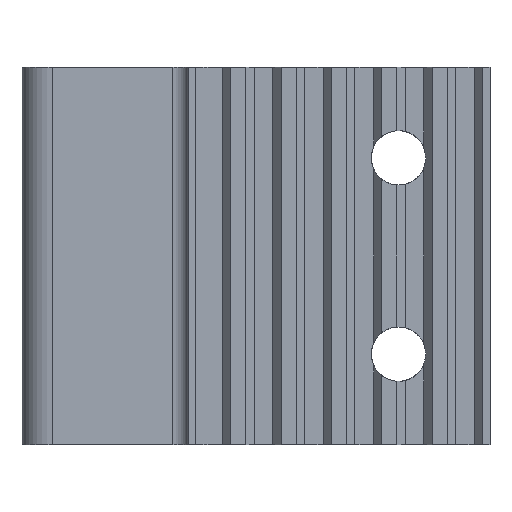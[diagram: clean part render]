
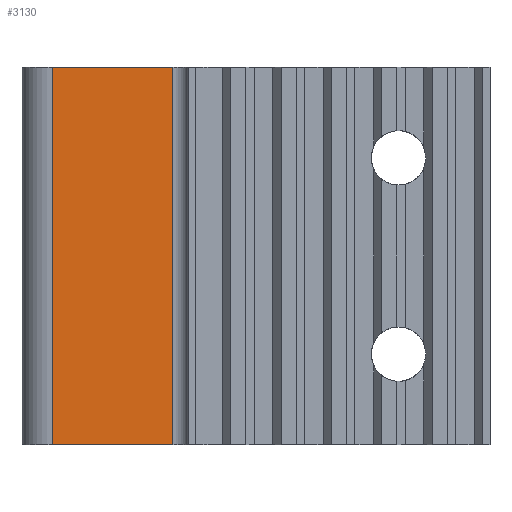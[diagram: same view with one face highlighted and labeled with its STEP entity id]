
A CAD part, left-side view. The second image highlights one B-rep face of the part: STEP entity #3130.
In plain terms, the highlighted planar face has unit normal (-1, 0, 0).
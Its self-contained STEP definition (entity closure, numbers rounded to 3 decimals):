
#72 = PLANE('',#73);
#73 = AXIS2_PLACEMENT_3D('',#74,#75,#76);
#74 = CARTESIAN_POINT('',(0.,10.,25.));
#75 = DIRECTION('',(0.,0.,1.));
#76 = DIRECTION('',(1.,0.,0.));
#126 = PLANE('',#127);
#127 = AXIS2_PLACEMENT_3D('',#128,#129,#130);
#128 = CARTESIAN_POINT('',(0.,10.,0.));
#129 = DIRECTION('',(0.,0.,1.));
#130 = DIRECTION('',(1.,0.,0.));
#490 = VERTEX_POINT('',#491);
#491 = CARTESIAN_POINT('',(1.6,29.,0.));
#506 = CYLINDRICAL_SURFACE('',#507,2.);
#507 = AXIS2_PLACEMENT_3D('',#508,#509,#510);
#508 = CARTESIAN_POINT('',(3.6,29.,0.));
#509 = DIRECTION('',(-0.,0.,-1.));
#510 = DIRECTION('',(1.,0.,0.));
#518 = EDGE_CURVE('',#519,#490,#521,.T.);
#519 = VERTEX_POINT('',#520);
#520 = CARTESIAN_POINT('',(1.6,21.,0.));
#521 = SURFACE_CURVE('',#522,(#526,#533),.PCURVE_S1.);
#522 = LINE('',#523,#524);
#523 = CARTESIAN_POINT('',(1.6,23.,0.));
#524 = VECTOR('',#525,1.);
#525 = DIRECTION('',(0.,1.,0.));
#526 = PCURVE('',#126,#527);
#527 = DEFINITIONAL_REPRESENTATION('',(#528),#532);
#528 = LINE('',#529,#530);
#529 = CARTESIAN_POINT('',(1.6,13.));
#530 = VECTOR('',#531,1.);
#531 = DIRECTION('',(0.,1.));
#532 = ( GEOMETRIC_REPRESENTATION_CONTEXT(2) 
PARAMETRIC_REPRESENTATION_CONTEXT() REPRESENTATION_CONTEXT('2D SPACE',''
  ) );
#533 = PCURVE('',#534,#539);
#534 = PLANE('',#535);
#535 = AXIS2_PLACEMENT_3D('',#536,#537,#538);
#536 = CARTESIAN_POINT('',(1.6,21.,0.));
#537 = DIRECTION('',(-1.,0.,0.));
#538 = DIRECTION('',(0.,1.,0.));
#539 = DEFINITIONAL_REPRESENTATION('',(#540),#544);
#540 = LINE('',#541,#542);
#541 = CARTESIAN_POINT('',(2.,0.));
#542 = VECTOR('',#543,1.);
#543 = DIRECTION('',(1.,0.));
#544 = ( GEOMETRIC_REPRESENTATION_CONTEXT(2) 
PARAMETRIC_REPRESENTATION_CONTEXT() REPRESENTATION_CONTEXT('2D SPACE',''
  ) );
#563 = CYLINDRICAL_SURFACE('',#564,1.);
#564 = AXIS2_PLACEMENT_3D('',#565,#566,#567);
#565 = CARTESIAN_POINT('',(0.6,21.,0.));
#566 = DIRECTION('',(-0.,0.,-1.));
#567 = DIRECTION('',(1.,0.,0.));
#1411 = VERTEX_POINT('',#1412);
#1412 = CARTESIAN_POINT('',(1.6,29.,25.));
#1434 = EDGE_CURVE('',#1435,#1411,#1437,.T.);
#1435 = VERTEX_POINT('',#1436);
#1436 = CARTESIAN_POINT('',(1.6,21.,25.));
#1437 = SURFACE_CURVE('',#1438,(#1442,#1449),.PCURVE_S1.);
#1438 = LINE('',#1439,#1440);
#1439 = CARTESIAN_POINT('',(1.6,23.,25.));
#1440 = VECTOR('',#1441,1.);
#1441 = DIRECTION('',(0.,1.,0.));
#1442 = PCURVE('',#72,#1443);
#1443 = DEFINITIONAL_REPRESENTATION('',(#1444),#1448);
#1444 = LINE('',#1445,#1446);
#1445 = CARTESIAN_POINT('',(1.6,13.));
#1446 = VECTOR('',#1447,1.);
#1447 = DIRECTION('',(0.,1.));
#1448 = ( GEOMETRIC_REPRESENTATION_CONTEXT(2) 
PARAMETRIC_REPRESENTATION_CONTEXT() REPRESENTATION_CONTEXT('2D SPACE',''
  ) );
#1449 = PCURVE('',#534,#1450);
#1450 = DEFINITIONAL_REPRESENTATION('',(#1451),#1455);
#1451 = LINE('',#1452,#1453);
#1452 = CARTESIAN_POINT('',(2.,-25.));
#1453 = VECTOR('',#1454,1.);
#1454 = DIRECTION('',(1.,0.));
#1455 = ( GEOMETRIC_REPRESENTATION_CONTEXT(2) 
PARAMETRIC_REPRESENTATION_CONTEXT() REPRESENTATION_CONTEXT('2D SPACE',''
  ) );
#3109 = EDGE_CURVE('',#519,#1435,#3110,.T.);
#3110 = SURFACE_CURVE('',#3111,(#3115,#3122),.PCURVE_S1.);
#3111 = LINE('',#3112,#3113);
#3112 = CARTESIAN_POINT('',(1.6,21.,0.));
#3113 = VECTOR('',#3114,1.);
#3114 = DIRECTION('',(0.,0.,1.));
#3115 = PCURVE('',#563,#3116);
#3116 = DEFINITIONAL_REPRESENTATION('',(#3117),#3121);
#3117 = LINE('',#3118,#3119);
#3118 = CARTESIAN_POINT('',(-6.283,0.));
#3119 = VECTOR('',#3120,1.);
#3120 = DIRECTION('',(-0.,-1.));
#3121 = ( GEOMETRIC_REPRESENTATION_CONTEXT(2) 
PARAMETRIC_REPRESENTATION_CONTEXT() REPRESENTATION_CONTEXT('2D SPACE',''
  ) );
#3122 = PCURVE('',#534,#3123);
#3123 = DEFINITIONAL_REPRESENTATION('',(#3124),#3128);
#3124 = LINE('',#3125,#3126);
#3125 = CARTESIAN_POINT('',(0.,0.));
#3126 = VECTOR('',#3127,1.);
#3127 = DIRECTION('',(0.,-1.));
#3128 = ( GEOMETRIC_REPRESENTATION_CONTEXT(2) 
PARAMETRIC_REPRESENTATION_CONTEXT() REPRESENTATION_CONTEXT('2D SPACE',''
  ) );
#3130 = ADVANCED_FACE('',(#3131),#534,.T.);
#3131 = FACE_BOUND('',#3132,.T.);
#3132 = EDGE_LOOP('',(#3133,#3134,#3135,#3156));
#3133 = ORIENTED_EDGE('',*,*,#3109,.T.);
#3134 = ORIENTED_EDGE('',*,*,#1434,.T.);
#3135 = ORIENTED_EDGE('',*,*,#3136,.F.);
#3136 = EDGE_CURVE('',#490,#1411,#3137,.T.);
#3137 = SURFACE_CURVE('',#3138,(#3142,#3149),.PCURVE_S1.);
#3138 = LINE('',#3139,#3140);
#3139 = CARTESIAN_POINT('',(1.6,29.,0.));
#3140 = VECTOR('',#3141,1.);
#3141 = DIRECTION('',(0.,0.,1.));
#3142 = PCURVE('',#534,#3143);
#3143 = DEFINITIONAL_REPRESENTATION('',(#3144),#3148);
#3144 = LINE('',#3145,#3146);
#3145 = CARTESIAN_POINT('',(8.,0.));
#3146 = VECTOR('',#3147,1.);
#3147 = DIRECTION('',(0.,-1.));
#3148 = ( GEOMETRIC_REPRESENTATION_CONTEXT(2) 
PARAMETRIC_REPRESENTATION_CONTEXT() REPRESENTATION_CONTEXT('2D SPACE',''
  ) );
#3149 = PCURVE('',#506,#3150);
#3150 = DEFINITIONAL_REPRESENTATION('',(#3151),#3155);
#3151 = LINE('',#3152,#3153);
#3152 = CARTESIAN_POINT('',(-3.142,0.));
#3153 = VECTOR('',#3154,1.);
#3154 = DIRECTION('',(-0.,-1.));
#3155 = ( GEOMETRIC_REPRESENTATION_CONTEXT(2) 
PARAMETRIC_REPRESENTATION_CONTEXT() REPRESENTATION_CONTEXT('2D SPACE',''
  ) );
#3156 = ORIENTED_EDGE('',*,*,#518,.F.);
